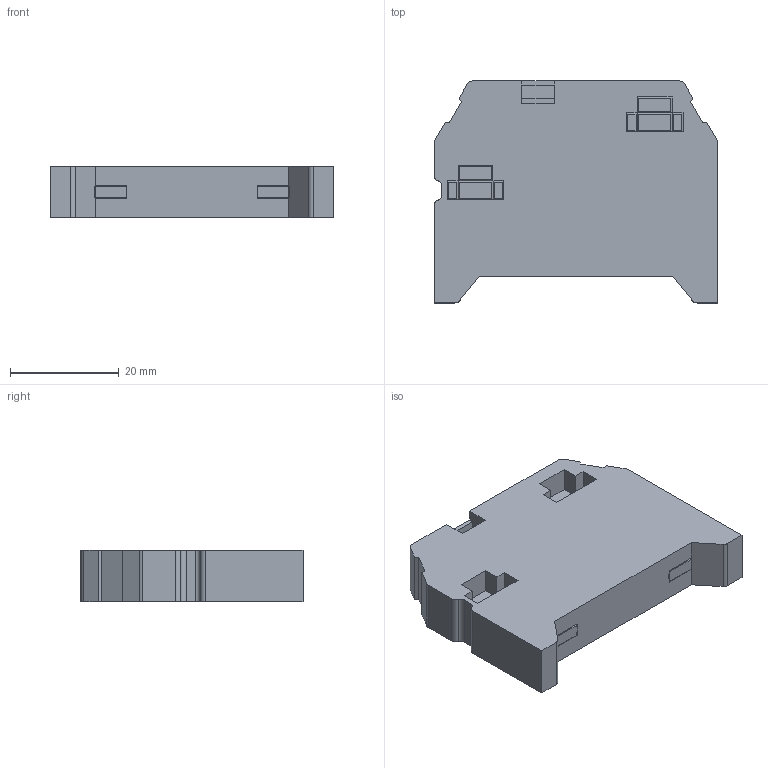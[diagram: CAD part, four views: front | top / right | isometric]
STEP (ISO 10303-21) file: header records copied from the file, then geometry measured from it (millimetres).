
FILE_DESCRIPTION (( 'STEP AP214' ), '1' );
FILE_NAME ('495219_KD 7_Grey.STP', '2013-11-18T07:41:45', ( 'arge' ), ( 'Microsoft' ), 'SwSTEP 2.0', 'SolidWorks 2013', '' );
FILE_SCHEMA (( 'AUTOMOTIVE_DESIGN' ));
Length unit declared in the file: millimetre
Products named in the file (1): 495219_KD 7_Grey
Bounding box: 52 x 40.77 x 9.5 mm (x, y, z)
Volume: 16372.2 mm3; surface area: 6208.2 mm2
Topology: 1 solids, 1 shells, 193 faces, 508 edges, 338 vertices
Faces by surface type: plane 169, cylinder 16, cone 4, torus 4
Entity records: 5936 total; most frequent: CARTESIAN_POINT 1084, ORIENTED_EDGE 1016, DIRECTION 936, EDGE_CURVE 508, LINE 452, VECTOR 452, VERTEX_POINT 338, AXIS2_PLACEMENT_3D 242
